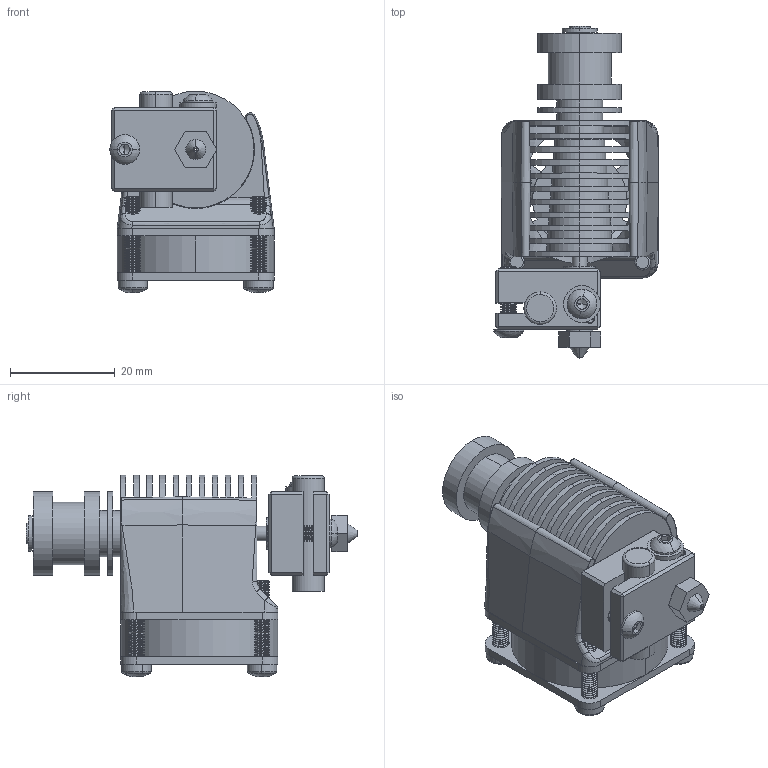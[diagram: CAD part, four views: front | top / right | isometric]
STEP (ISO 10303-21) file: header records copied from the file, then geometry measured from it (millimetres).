
FILE_DESCRIPTION (( 'STEP AP203' ), '1' );
FILE_NAME ('E3D v6.STEP', '2015-02-14T05:48:54', ( 'Mike' ), ( '' ), 'SwSTEP 2.0', 'SolidWorks 2013', '' );
FILE_SCHEMA (( 'CONFIG_CONTROL_DESIGN' ));
Length unit declared in the file: millimetre
Products named in the file (17): v6 Fan Duct; Fan-DC-KDE0503PFB3-Promoco_Fan-DC-KDE0503PFB3-Promoco; E3D v6; socket button head cap screw_am_B18.3.4M - 3 x 0.5 x 3 SBHCS --N; v6 Heatsink; v6 Nozzle_.4; PTFE Tube; Fan-House-30x30x10-Promoco_Fan-House-KDE0503PFB3-Promoco; cartridge heater; flat washer narrow_am_B18.22M - Plain washer, 3 mm, narrow; v6 Heat Block; v6 Coupling; Fan-30x30x10-Promoco_Fan-KDE0503PFB3-Promoco; pan cross head_am_B18.6.7M - M3 x 0.5 x 16 Type I Cross Recessed PHMS --16S; socket button head cap screw_am_B18.3.4M - 3 x 0.5 x 12 SBHCS --S; v6 Heatbreak; v6 Ferrule
Assembly tree (19 placements, depth 3):
  E3D v6
    v6 Heatsink
    v6 Heatbreak
    v6 Heat Block
    v6 Nozzle_.4
    v6 Ferrule
    v6 Coupling
    PTFE Tube
    v6 Fan Duct
    Fan-DC-KDE0503PFB3-Promoco_Fan-DC-KDE0503PFB3-Promoco
      Fan-30x30x10-Promoco_Fan-KDE0503PFB3-Promoco
      Fan-House-30x30x10-Promoco_Fan-House-KDE0503PFB3-Promoco
    pan cross head_am_B18.6.7M - M3 x 0.5 x 16 Type I Cross Recessed PHMS --16S  x4
    cartridge heater
    socket button head cap screw_am_B18.3.4M - 3 x 0.5 x 3 SBHCS --N
    socket button head cap screw_am_B18.3.4M - 3 x 0.5 x 12 SBHCS --S
    flat washer narrow_am_B18.22M - Plain washer, 3 mm, narrow
Bounding box: 31.4 x 63.4 x 38.52 mm (x, y, z)
Volume: 19747.9 mm3; surface area: 24879 mm2
Topology: 18 solids, 18 shells, 1488 faces, 3774 edges, 2341 vertices
Faces by surface type: cone 659, cylinder 494, plane 254, bspline 55, torus 14, sphere 12
Entity records: 29736 total; most frequent: CARTESIAN_POINT 7232, DIRECTION 4647, ORIENTED_EDGE 4188, EDGE_CURVE 2094, AXIS2_PLACEMENT_3D 1897, VERTEX_POINT 1309, CIRCLE 1074, EDGE_LOOP 943
